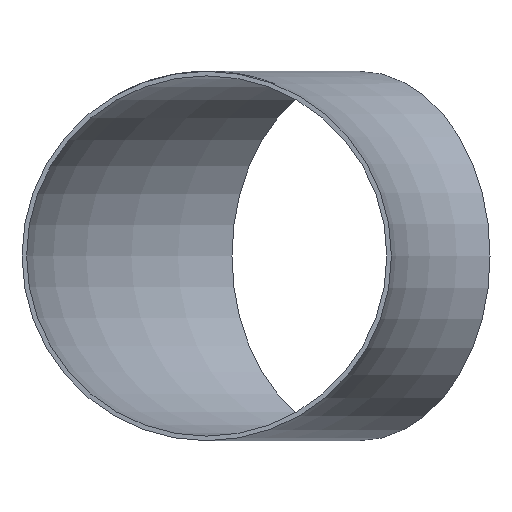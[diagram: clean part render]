
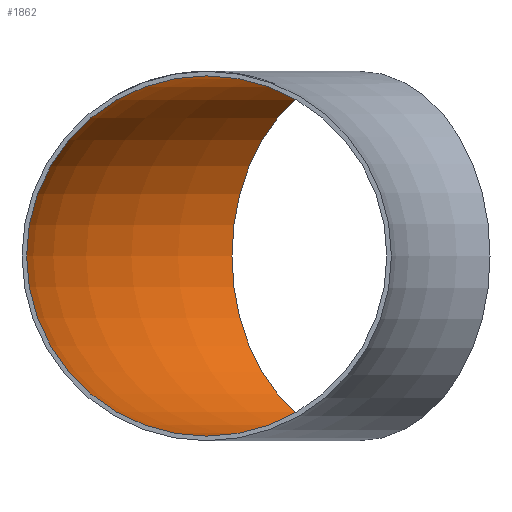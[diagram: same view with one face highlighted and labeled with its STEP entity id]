
A CAD part, front view. The second image highlights one B-rep face of the part: STEP entity #1862.
In plain terms, the highlighted toroidal (fillet/blend) face has major radius 457 mm and minor radius 157.95 mm.
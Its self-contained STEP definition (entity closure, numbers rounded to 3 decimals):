
#71 = FACE_OUTER_BOUND ( 'NONE', #2609, .T. ) ;
#601 = EDGE_CURVE ( 'NONE', #8356, #8356, #1814, .T. ) ;
#1814 = CIRCLE ( 'NONE', #11483, 157.95 ) ;
#1862 = ADVANCED_FACE ( 'NONE', ( #29720, #71 ), #8129, .F. ) ;
#1885 = CARTESIAN_POINT ( 'NONE',  ( 0., 0., 0. ) ) ;
#2609 = EDGE_LOOP ( 'NONE', ( #4492 ) ) ;
#3389 = CIRCLE ( 'NONE', #16482, 157.95 ) ;
#3658 = CARTESIAN_POINT ( 'NONE',  ( -457., 0., 157.95 ) ) ;
#4070 = DIRECTION ( 'NONE',  ( -0.707, 0.707, 0. ) ) ;
#4492 = ORIENTED_EDGE ( 'NONE', *, *, #601, .F. ) ;
#7484 = EDGE_LOOP ( 'NONE', ( #27163 ) ) ;
#7653 = AXIS2_PLACEMENT_3D ( 'NONE', #1885, #9300, #11124 ) ;
#8129 = TOROIDAL_SURFACE ( 'NONE', #7653, 457., 157.95 ) ;
#8356 = VERTEX_POINT ( 'NONE', #3658 ) ;
#9300 = DIRECTION ( 'NONE',  ( 0., 0., -1. ) ) ;
#10491 = VERTEX_POINT ( 'NONE', #18043 ) ;
#11124 = DIRECTION ( 'NONE',  ( -1., 0., 0. ) ) ;
#11442 = CARTESIAN_POINT ( 'NONE',  ( -457., 0., 0. ) ) ;
#11483 = AXIS2_PLACEMENT_3D ( 'NONE', #11442, #12058, #18407 ) ;
#12058 = DIRECTION ( 'NONE',  ( 0., 1., 0. ) ) ;
#13203 = DIRECTION ( 'NONE',  ( 0.707, 0.707, 0. ) ) ;
#16482 = AXIS2_PLACEMENT_3D ( 'NONE', #29502, #13203, #4070 ) ;
#18043 = CARTESIAN_POINT ( 'NONE',  ( -434.835, 434.835, 0. ) ) ;
#18407 = DIRECTION ( 'NONE',  ( 0., 0., 1. ) ) ;
#27163 = ORIENTED_EDGE ( 'NONE', *, *, #28097, .T. ) ;
#28097 = EDGE_CURVE ( 'NONE', #10491, #10491, #3389, .T. ) ;
#29502 = CARTESIAN_POINT ( 'NONE',  ( -323.148, 323.148, 0. ) ) ;
#29720 = FACE_OUTER_BOUND ( 'NONE', #7484, .T. ) ;
